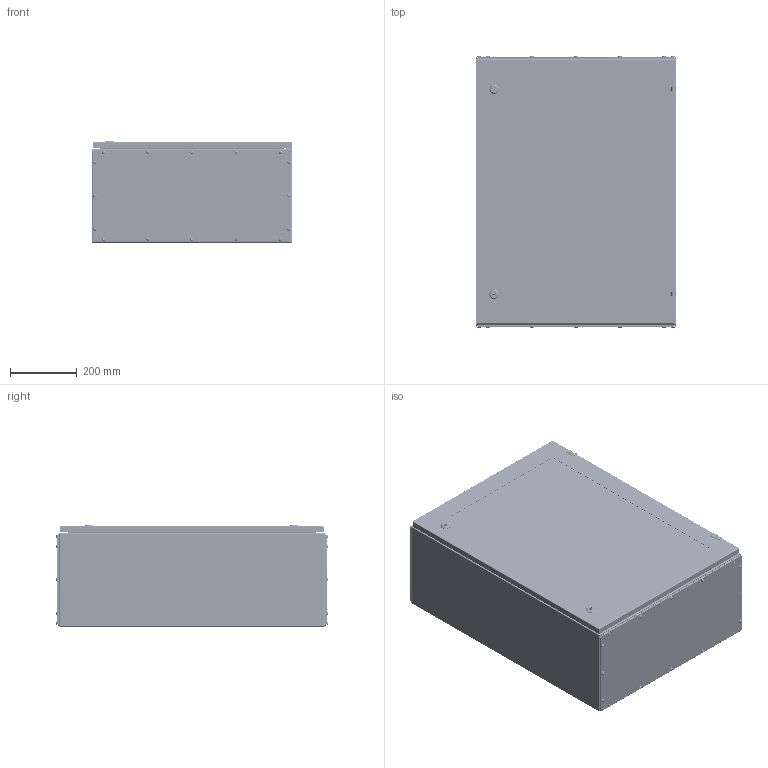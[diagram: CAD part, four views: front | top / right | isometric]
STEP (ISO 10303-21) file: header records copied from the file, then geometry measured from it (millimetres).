
FILE_DESCRIPTION (( 'STEP AP214' ), '1' );
FILE_NAME ('13.060.080.30.STEP', '2024-06-11T04:32:55', ( '' ), ( '' ), 'SwSTEP 2.0', 'SolidWorks 2021', '' );
FILE_SCHEMA (( 'AUTOMOTIVE_DESIGN' ));
Length unit declared in the file: millimetre
Products named in the file (28): 8SJ_MS705_0010.stp; 署赅 W600D300; 13.060.080.30; Çàêëåïêà ðåçüáîâàÿ Ì5 øåñòèãðàííàÿ ñ óìåíüøåííûì áîðòîì; Ãàñêåòèíã W600H800; ﾇ瑟鶴 ﾀﾑ ms1000-3M.stp; Øïèëüêà ïðèâàðíàÿ Ì6õ15; Ïðîêëàäêà êðûøêè W600D300; 嵑謺麃 檐; 8SJ_S1B_0001.stp; Øïèëüêà ïðèâàðíàÿ Ì6õ20; 栺樏鋋 W600H800; 8SJ_MS705-1_0040.stp; Çàêëåïêà ðåçüáîâàÿ Ì8 øåñòèãðàííàÿ ñ óìåíüøåííûì áîðòîì; Êàðêàñ øêàôà W600H800D300; Êîðïóñ øêàôà W600H800D300; Ñòåêëÿííàÿ äâåðü ÑÁ W600H800; SW6X8.stp; 砑鳧罻 W600; Âèíò DIN 967 Ì5õ16 ñ ïîëóêðóãëîé ãîëîâêîé ñ êðåñòîîáðàçíûì øëèöåì; ﾄ粢鮱 W600H800; Øïèëüêà ïðèâàðíàÿ Ì6õ10; 8SJ_MS705_0760.stp; Áîëò Ì6õ10 ñ øåñòèãðàííîé ãîëîâêîé ñ ïðåññøàéáîé; Ãàéêà M6 DIN6923.step; 砑鳧罻 H800; 8SJ_MS705_0510.stp; Ïåðåìû÷êà êàðêàñà W600
Assembly tree (136 placements, depth 4):
  13.060.080.30
    Êàðêàñ øêàôà W600H800D300
      Êîðïóñ øêàôà W600H800D300
      Ïåðåìû÷êà êàðêàñà W600  x2
      Øïèëüêà ïðèâàðíàÿ Ì6õ15  x8
      Øïèëüêà ïðèâàðíàÿ Ì6õ20  x4
    署赅 W600D300  x2
    Ïðîêëàäêà êðûøêè W600D300  x2
    Ñòåêëÿííàÿ äâåðü ÑÁ W600H800
      ﾄ粢鮱 W600H800
      Ãàñêåòèíã W600H800
      ﾇ瑟鶴 ﾀﾑ ms1000-3M.stp  x2
        8SJ_MS705_0010.stp
        8SJ_MS705_0510.stp
        8SJ_MS705_0760.stp
        8SJ_S1B_0001.stp
        8SJ_MS705-1_0040.stp
        SW6X8.stp
      Øïèëüêà ïðèâàðíàÿ Ì6õ10  x14
      栺樏鋋 W600H800
      Ãàéêà M6 DIN6923.step  x14
      砑鳧罻 H800  x2
      砑鳧罻 W600  x2
    嵑謺麃 檐  x2
    Áîëò Ì6õ10 ñ øåñòèãðàííîé ãîëîâêîé ñ ïðåññøàéáîé  x2
    Çàêëåïêà ðåçüáîâàÿ Ì5 øåñòèãðàííàÿ ñ óìåíüøåííûì áîðòîì  x32
    Âèíò DIN 967 Ì5õ16 ñ ïîëóêðóãëîé ãîëîâêîé ñ êðåñòîîáðàçíûì øëèöåì  x32
    Çàêëåïêà ðåçüáîâàÿ Ì8 øåñòèãðàííàÿ ñ óìåíüøåííûì áîðòîì  x4
Bounding box: 600 x 815.11 x 304.65 mm (x, y, z)
Volume: 3501314.8 mm3; surface area: 4518428 mm2
Topology: 136 solids, 148 shells, 7340 faces, 18574 edges, 11598 vertices
Faces by surface type: plane 2989, cylinder 2570, bspline 725, cone 488, torus 392, sphere 176
Entity records: 89121 total; most frequent: CARTESIAN_POINT 43777, ORIENTED_EDGE 9660, DIRECTION 8154, EDGE_CURVE 4836, VERTEX_POINT 2999, AXIS2_PLACEMENT_3D 2747, LINE 2660, VECTOR 2660
